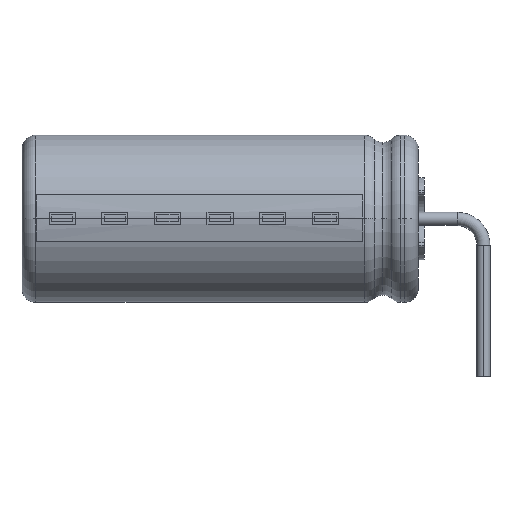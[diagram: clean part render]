
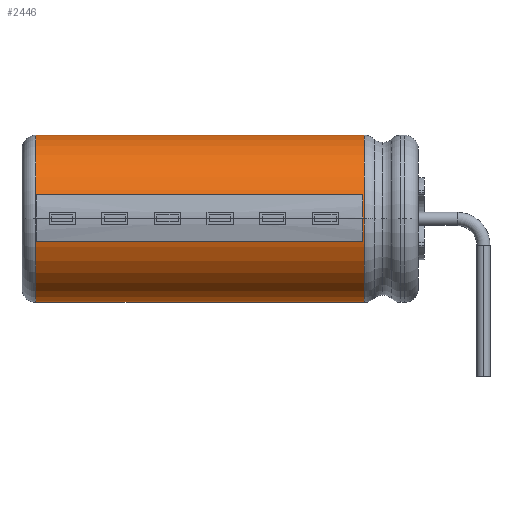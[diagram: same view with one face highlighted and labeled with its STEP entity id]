
A CAD part, left-side view. The second image highlights one B-rep face of the part: STEP entity #2446.
In plain terms, the highlighted cylindrical face has radius 3.175 mm (diameter 6.351 mm), a partial arc.
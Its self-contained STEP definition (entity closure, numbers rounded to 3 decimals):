
#187 = DIRECTION ( 'NONE',  ( 1., 0., 0. ) ) ;
#211 = ORIENTED_EDGE ( 'NONE', *, *, #2249, .F. ) ;
#430 = DIRECTION ( 'NONE',  ( 0., 1., 0. ) ) ;
#628 = DIRECTION ( 'NONE',  ( 1., 0., 0. ) ) ;
#645 = VERTEX_POINT ( 'NONE', #3039 ) ;
#664 = EDGE_LOOP ( 'NONE', ( #2078, #211, #2055, #1232 ) ) ;
#719 = CARTESIAN_POINT ( 'NONE',  ( -3.056, 14.99, -0.862 ) ) ;
#740 = VECTOR ( 'NONE', #4638, 1000. ) ;
#930 = FACE_OUTER_BOUND ( 'NONE', #664, .T. ) ;
#1193 = EDGE_CURVE ( 'NONE', #4664, #2120, #1210, .T. ) ;
#1202 = CIRCLE ( 'NONE', #5129, 3.175 ) ;
#1210 = LINE ( 'NONE', #1879, #4697 ) ;
#1232 = ORIENTED_EDGE ( 'NONE', *, *, #2977, .F. ) ;
#1248 = FACE_BOUND ( 'NONE', #1348, .T. ) ;
#1259 = LINE ( 'NONE', #3393, #2081 ) ;
#1348 = EDGE_LOOP ( 'NONE', ( #2036, #3692, #1421, #3671 ) ) ;
#1376 = LINE ( 'NONE', #3717, #3113 ) ;
#1421 = ORIENTED_EDGE ( 'NONE', *, *, #4913, .F. ) ;
#1436 = DIRECTION ( 'NONE',  ( 0., -1., 0. ) ) ;
#1459 = AXIS2_PLACEMENT_3D ( 'NONE', #1746, #5055, #628 ) ;
#1479 = EDGE_CURVE ( 'NONE', #3599, #4609, #1259, .T. ) ;
#1530 = EDGE_CURVE ( 'NONE', #4917, #2514, #1202, .T. ) ;
#1532 = AXIS2_PLACEMENT_3D ( 'NONE', #1639, #4154, #3687 ) ;
#1639 = CARTESIAN_POINT ( 'NONE',  ( 0., 14.99, 0. ) ) ;
#1746 = CARTESIAN_POINT ( 'NONE',  ( 0., 12.922, 0. ) ) ;
#1778 = CARTESIAN_POINT ( 'NONE',  ( 0., 12.922, 3.175 ) ) ;
#1815 = LINE ( 'NONE', #1778, #740 ) ;
#1830 = DIRECTION ( 'NONE',  ( -0.958, 0., 0.288 ) ) ;
#1872 = CARTESIAN_POINT ( 'NONE',  ( -3.041, 14.99, 0.916 ) ) ;
#1879 = CARTESIAN_POINT ( 'NONE',  ( -3.041, 14.99, 0.916 ) ) ;
#2036 = ORIENTED_EDGE ( 'NONE', *, *, #2220, .T. ) ;
#2055 = ORIENTED_EDGE ( 'NONE', *, *, #1530, .F. ) ;
#2078 = ORIENTED_EDGE ( 'NONE', *, *, #4955, .T. ) ;
#2081 = VECTOR ( 'NONE', #2205, 1000. ) ;
#2120 = VERTEX_POINT ( 'NONE', #4854 ) ;
#2205 = DIRECTION ( 'NONE',  ( 0., 1., 0. ) ) ;
#2220 = EDGE_CURVE ( 'NONE', #4609, #4664, #5272, .T. ) ;
#2249 = EDGE_CURVE ( 'NONE', #2514, #645, #1376, .T. ) ;
#2272 = CARTESIAN_POINT ( 'NONE',  ( 0., 15., 0. ) ) ;
#2446 = ADVANCED_FACE ( 'NONE', ( #930, #1248 ), #3240, .T. ) ;
#2514 = VERTEX_POINT ( 'NONE', #3914 ) ;
#2649 = DIRECTION ( 'NONE',  ( 1., 0., 0. ) ) ;
#2715 = CIRCLE ( 'NONE', #3366, 3.175 ) ;
#2778 = VERTEX_POINT ( 'NONE', #4065 ) ;
#2977 = EDGE_CURVE ( 'NONE', #2778, #4917, #1815, .T. ) ;
#3039 = CARTESIAN_POINT ( 'NONE',  ( 0., 15., -3.175 ) ) ;
#3099 = CARTESIAN_POINT ( 'NONE',  ( 0., 2.585, 0. ) ) ;
#3113 = VECTOR ( 'NONE', #430, 1000. ) ;
#3240 = CYLINDRICAL_SURFACE ( 'NONE', #1459, 3.175 ) ;
#3366 = AXIS2_PLACEMENT_3D ( 'NONE', #3099, #3504, #1830 ) ;
#3393 = CARTESIAN_POINT ( 'NONE',  ( -3.056, 2.585, -0.862 ) ) ;
#3504 = DIRECTION ( 'NONE',  ( 0., 1., 0. ) ) ;
#3599 = VERTEX_POINT ( 'NONE', #4380 ) ;
#3671 = ORIENTED_EDGE ( 'NONE', *, *, #1479, .T. ) ;
#3687 = DIRECTION ( 'NONE',  ( -0.958, 0., 0.288 ) ) ;
#3692 = ORIENTED_EDGE ( 'NONE', *, *, #1193, .T. ) ;
#3717 = CARTESIAN_POINT ( 'NONE',  ( 0., 12.922, -3.175 ) ) ;
#3821 = AXIS2_PLACEMENT_3D ( 'NONE', #2272, #4708, #2649 ) ;
#3823 = CARTESIAN_POINT ( 'NONE',  ( 0., 2.52, 3.175 ) ) ;
#3914 = CARTESIAN_POINT ( 'NONE',  ( 0., 2.52, -3.175 ) ) ;
#4065 = CARTESIAN_POINT ( 'NONE',  ( 0., 15., 3.175 ) ) ;
#4154 = DIRECTION ( 'NONE',  ( 0., 1., 0. ) ) ;
#4380 = CARTESIAN_POINT ( 'NONE',  ( -3.056, 2.585, -0.862 ) ) ;
#4609 = VERTEX_POINT ( 'NONE', #719 ) ;
#4638 = DIRECTION ( 'NONE',  ( 0., -1., 0. ) ) ;
#4664 = VERTEX_POINT ( 'NONE', #1872 ) ;
#4697 = VECTOR ( 'NONE', #1436, 1000. ) ;
#4708 = DIRECTION ( 'NONE',  ( 0., -1., 0. ) ) ;
#4854 = CARTESIAN_POINT ( 'NONE',  ( -3.041, 2.585, 0.916 ) ) ;
#4876 = CIRCLE ( 'NONE', #3821, 3.175 ) ;
#4913 = EDGE_CURVE ( 'NONE', #3599, #2120, #2715, .T. ) ;
#4917 = VERTEX_POINT ( 'NONE', #3823 ) ;
#4955 = EDGE_CURVE ( 'NONE', #2778, #645, #4876, .T. ) ;
#5055 = DIRECTION ( 'NONE',  ( 0., 1., 0. ) ) ;
#5066 = CARTESIAN_POINT ( 'NONE',  ( 0., 2.52, 0. ) ) ;
#5085 = DIRECTION ( 'NONE',  ( 0., -1., 0. ) ) ;
#5129 = AXIS2_PLACEMENT_3D ( 'NONE', #5066, #5085, #187 ) ;
#5272 = CIRCLE ( 'NONE', #1532, 3.175 ) ;
